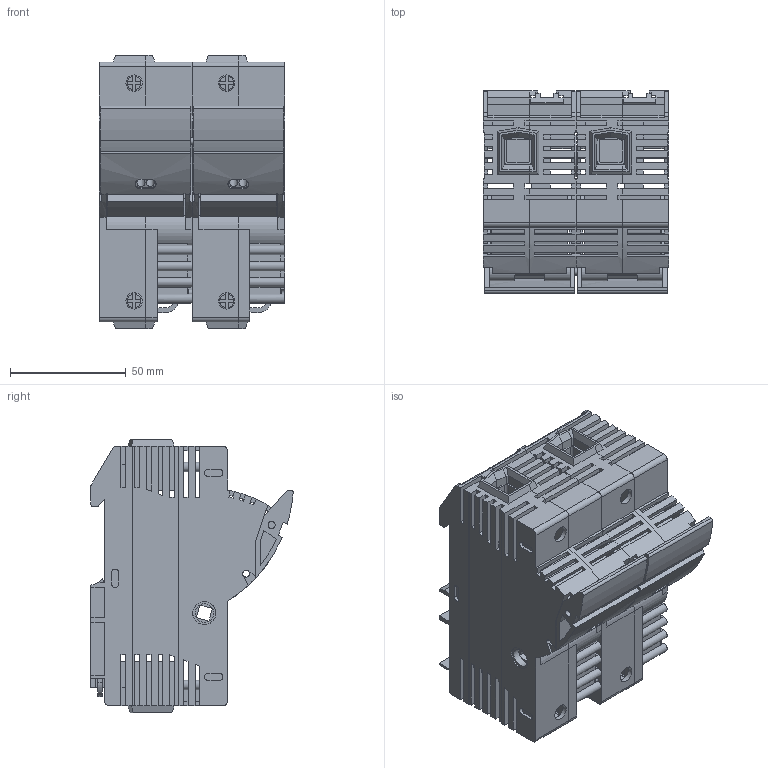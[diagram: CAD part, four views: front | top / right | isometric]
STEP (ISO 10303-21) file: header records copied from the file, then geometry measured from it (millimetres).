
FILE_DESCRIPTION((''),'2;1');
FILE_NAME('31921000.stp','2014-05-28T10:51:20',('AloisWeiner'),(''),'Autodesk Inventor 2013','Autodesk Inventor 2013','');
FILE_SCHEMA(('AUTOMOTIVE_DESIGN { 1 0 10303 214 1 1 1 1 }'));
Length unit declared in the file: millimetre
Products named in the file (9): 31921000; 31920000; 79741000; 79742000; 79743000; 30467000; 77022000; 79614000; 82034000
Assembly tree (12 placements, depth 3):
  31921000
    31920000  x2
      79741000
      79742000
      79743000
      30467000
      77022000
    79614000  x3
    82034000
Bounding box: 80 x 87.32 x 118 mm (x, y, z)
Volume: 205818.8 mm3; surface area: 149526.8 mm2
Topology: 16 solids, 16 shells, 1443 faces, 4413 edges, 2896 vertices
Faces by surface type: plane 1176, cylinder 253, torus 8, bspline 6
Full cylindrical faces by diameter (mm): 2.842 x2, 3 x7, 3.5 x4, 4 x4, 7 x4, 8 x8, 10 x6, 16 x2, 18 x2
Entity records: 23175 total; most frequent: CARTESIAN_POINT 4198, ORIENTED_EDGE 4070, DIRECTION 3708, EDGE_CURVE 2035, VECTOR 1712, LINE 1712, VERTEX_POINT 1344, AXIS2_PLACEMENT_3D 998
